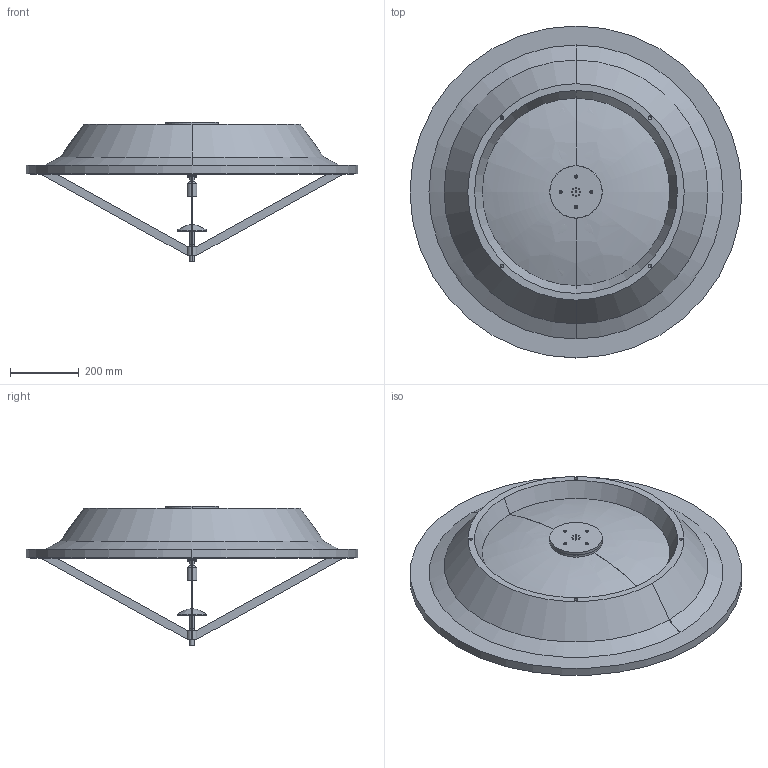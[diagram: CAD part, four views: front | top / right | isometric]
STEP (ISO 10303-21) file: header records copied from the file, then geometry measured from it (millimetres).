
FILE_DESCRIPTION (( 'STEP AP203' ), '1' );
FILE_NAME ('SAY-3834034706-219-S1.STEP', '2018-04-13T19:13:17', ( '' ), ( '' ), 'SwSTEP 2.0', 'SolidWorks 2016', '' );
FILE_SCHEMA (( 'CONFIG_CONTROL_DESIGN' ));
Length unit declared in the file: inch
Products named in the file (1): SAY-3834034706-219-S1
Bounding box: 965.2 x 965.2 x 405.31 mm (x, y, z)
Volume: 11940333.6 mm3; surface area: 1978760.1 mm2
Topology: 17 solids, 17 shells, 1161 faces, 3075 edges, 1970 vertices
Faces by surface type: plane 498, cylinder 471, cone 152, bspline 32, torus 8
Entity records: 45977 total; most frequent: CARTESIAN_POINT 19712, ORIENTED_EDGE 6098, DIRECTION 4726, EDGE_CURVE 3049, VERTEX_POINT 1970, AXIS2_PLACEMENT_3D 1812, EDGE_LOOP 1237, ADVANCED_FACE 1161
